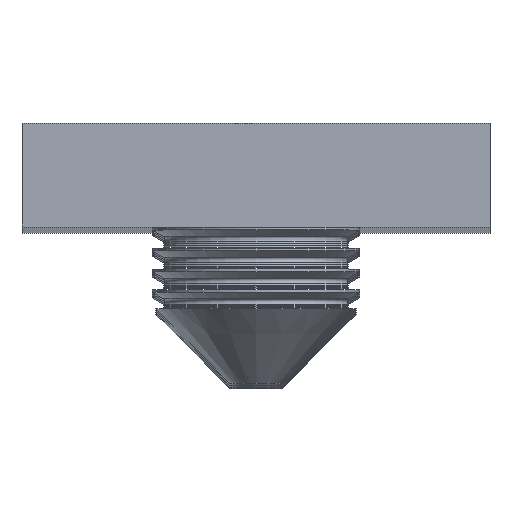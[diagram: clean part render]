
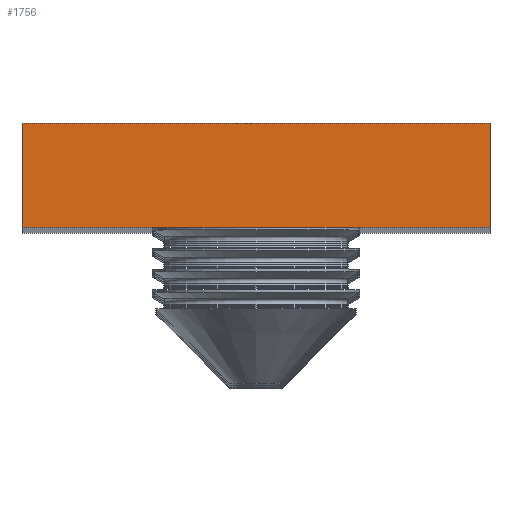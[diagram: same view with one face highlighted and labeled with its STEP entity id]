
A CAD part, top view. The second image highlights one B-rep face of the part: STEP entity #1756.
In plain terms, the highlighted planar face has unit normal (0, 0, 1).
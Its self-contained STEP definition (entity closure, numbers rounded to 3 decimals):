
#234=FACE_OUTER_BOUND('',#344,.T.);
#344=EDGE_LOOP('',(#1206,#1207,#1208,#1209));
#466=LINE('',#2811,#610);
#467=LINE('',#2813,#611);
#468=LINE('',#2815,#612);
#469=LINE('',#2816,#613);
#610=VECTOR('',#2181,1000.);
#611=VECTOR('',#2182,1000.);
#612=VECTOR('',#2183,1000.);
#613=VECTOR('',#2184,1000.);
#754=VERTEX_POINT('',#2809);
#755=VERTEX_POINT('',#2810);
#756=VERTEX_POINT('',#2812);
#757=VERTEX_POINT('',#2814);
#930=EDGE_CURVE('',#754,#755,#466,.T.);
#931=EDGE_CURVE('',#755,#756,#467,.T.);
#932=EDGE_CURVE('',#756,#757,#468,.T.);
#933=EDGE_CURVE('',#757,#754,#469,.T.);
#1206=ORIENTED_EDGE('',*,*,#930,.T.);
#1207=ORIENTED_EDGE('',*,*,#931,.T.);
#1208=ORIENTED_EDGE('',*,*,#932,.T.);
#1209=ORIENTED_EDGE('',*,*,#933,.T.);
#1698=PLANE('',#1935);
#1756=ADVANCED_FACE('',(#234),#1698,.T.);
#1935=AXIS2_PLACEMENT_3D('',#2808,#2179,#2180);
#2179=DIRECTION('center_axis',(0.,0.,1.));
#2180=DIRECTION('ref_axis',(1.,0.,0.));
#2181=DIRECTION('',(0.,-1.,0.));
#2182=DIRECTION('',(1.,0.,0.));
#2183=DIRECTION('',(0.,1.,0.));
#2184=DIRECTION('',(-1.,0.,0.));
#2808=CARTESIAN_POINT('Origin',(-14.028,11.562,140.));
#2809=CARTESIAN_POINT('',(-14.028,15.562,140.));
#2810=CARTESIAN_POINT('',(-14.028,11.562,140.));
#2811=CARTESIAN_POINT('',(-14.028,15.562,140.));
#2812=CARTESIAN_POINT('',(3.972,11.562,140.));
#2813=CARTESIAN_POINT('',(-14.028,11.562,140.));
#2814=CARTESIAN_POINT('',(3.972,15.562,140.));
#2815=CARTESIAN_POINT('',(3.972,15.562,140.));
#2816=CARTESIAN_POINT('',(-14.028,15.562,140.));
